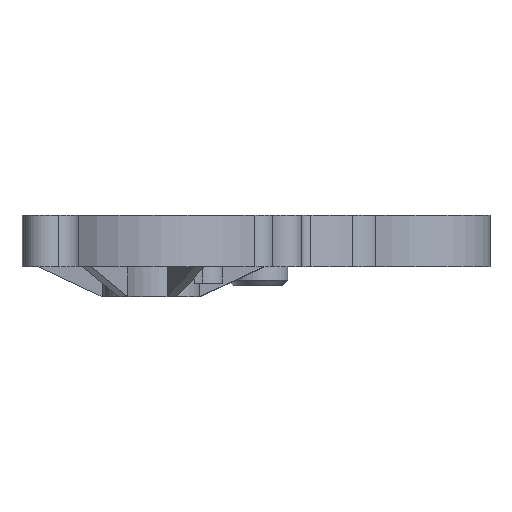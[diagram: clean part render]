
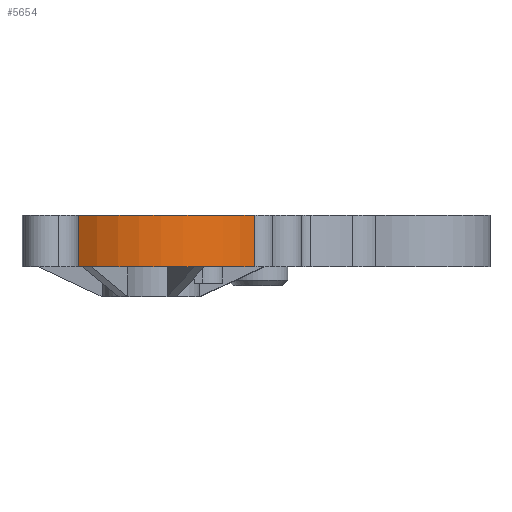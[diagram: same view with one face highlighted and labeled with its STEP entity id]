
A CAD part, front view. The second image highlights one B-rep face of the part: STEP entity #5654.
In plain terms, the highlighted cylindrical face has radius 23.75 mm (diameter 47.5 mm), a partial arc.
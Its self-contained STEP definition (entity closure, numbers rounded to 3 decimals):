
#48 = EDGE_CURVE ( 'NONE', #4674, #675, #4350, .T. ) ;
#52 = CARTESIAN_POINT ( 'NONE',  ( 18.208, 13.286, 8.3 ) ) ;
#69 = FACE_OUTER_BOUND ( 'NONE', #2019, .T. ) ;
#174 = DIRECTION ( 'NONE',  ( 0., 0., 1. ) ) ;
#304 = DIRECTION ( 'NONE',  ( -1., 0., 0. ) ) ;
#480 = VERTEX_POINT ( 'NONE', #52 ) ;
#504 = CARTESIAN_POINT ( 'NONE',  ( 50.53, 18.558, 8.3 ) ) ;
#675 = VERTEX_POINT ( 'NONE', #2517 ) ;
#839 = DIRECTION ( 'NONE',  ( 1., 0., 0. ) ) ;
#884 = VECTOR ( 'NONE', #174, 1000. ) ;
#988 = DIRECTION ( 'NONE',  ( 0., 0., 1. ) ) ;
#1052 = CARTESIAN_POINT ( 'NONE',  ( 31.6, 32.9, -1.15 ) ) ;
#1349 = CARTESIAN_POINT ( 'NONE',  ( 31.6, 32.9, 8.3 ) ) ;
#1516 = EDGE_CURVE ( 'NONE', #480, #2917, #5988, .T. ) ;
#1528 = LINE ( 'NONE', #4830, #884 ) ;
#1747 = CARTESIAN_POINT ( 'NONE',  ( 18.208, 13.286, -1.15 ) ) ;
#1847 = LINE ( 'NONE', #4686, #3933 ) ;
#1944 = CYLINDRICAL_SURFACE ( 'NONE', #5560, 23.75 ) ;
#2019 = EDGE_LOOP ( 'NONE', ( #4817, #2798, #4017, #4795 ) ) ;
#2517 = CARTESIAN_POINT ( 'NONE',  ( 50.53, 18.558, -1.15 ) ) ;
#2654 = EDGE_CURVE ( 'NONE', #675, #2917, #1528, .T. ) ;
#2698 = CARTESIAN_POINT ( 'NONE',  ( 31.6, 32.9, -1.15 ) ) ;
#2798 = ORIENTED_EDGE ( 'NONE', *, *, #48, .T. ) ;
#2917 = VERTEX_POINT ( 'NONE', #504 ) ;
#2936 = DIRECTION ( 'NONE',  ( 0., 0., 1. ) ) ;
#3275 = DIRECTION ( 'NONE',  ( 1., 0., 0. ) ) ;
#3612 = DIRECTION ( 'NONE',  ( 0., 0., 1. ) ) ;
#3650 = AXIS2_PLACEMENT_3D ( 'NONE', #2698, #4579, #839 ) ;
#3933 = VECTOR ( 'NONE', #988, 1000. ) ;
#4017 = ORIENTED_EDGE ( 'NONE', *, *, #2654, .T. ) ;
#4218 = EDGE_CURVE ( 'NONE', #4674, #480, #1847, .T. ) ;
#4329 = AXIS2_PLACEMENT_3D ( 'NONE', #1349, #3612, #3275 ) ;
#4350 = CIRCLE ( 'NONE', #3650, 23.75 ) ;
#4579 = DIRECTION ( 'NONE',  ( 0., 0., 1. ) ) ;
#4674 = VERTEX_POINT ( 'NONE', #1747 ) ;
#4686 = CARTESIAN_POINT ( 'NONE',  ( 18.208, 13.286, -1.15 ) ) ;
#4795 = ORIENTED_EDGE ( 'NONE', *, *, #1516, .F. ) ;
#4817 = ORIENTED_EDGE ( 'NONE', *, *, #4218, .F. ) ;
#4830 = CARTESIAN_POINT ( 'NONE',  ( 50.53, 18.558, -1.15 ) ) ;
#5560 = AXIS2_PLACEMENT_3D ( 'NONE', #1052, #2936, #304 ) ;
#5654 = ADVANCED_FACE ( 'NONE', ( #69 ), #1944, .T. ) ;
#5988 = CIRCLE ( 'NONE', #4329, 23.75 ) ;
